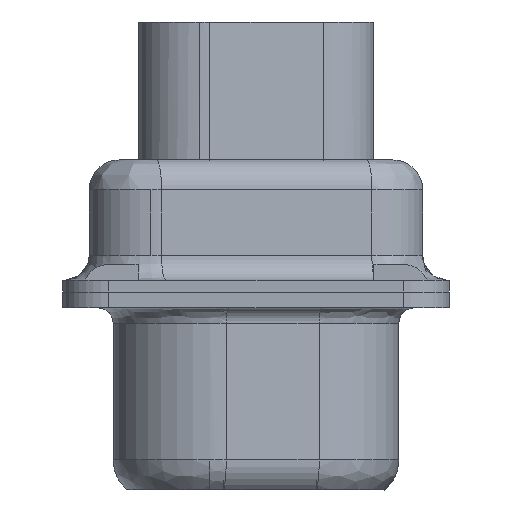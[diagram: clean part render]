
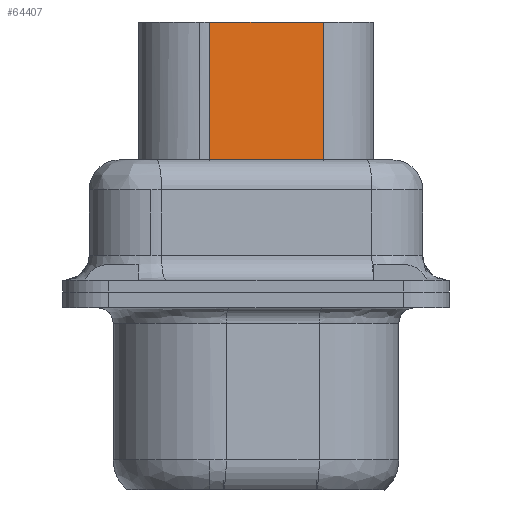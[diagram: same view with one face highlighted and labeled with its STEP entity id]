
A CAD part, left-side view. The second image highlights one B-rep face of the part: STEP entity #64407.
In plain terms, the highlighted planar face has unit normal (-0.985, -0.174, 0).
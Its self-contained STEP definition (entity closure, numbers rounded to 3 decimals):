
#9367 = VERTEX_POINT ( 'NONE', #67620 ) ;
#16901 = LINE ( 'NONE', #172649, #97433 ) ;
#25683 = EDGE_CURVE ( 'NONE', #161535, #89538, #198834, .T. ) ;
#27307 = DIRECTION ( 'NONE',  ( -0.174, 0.985, 0. ) ) ;
#41677 = CARTESIAN_POINT ( 'NONE',  ( -26.819, -2.189, 6.48 ) ) ;
#47890 = CARTESIAN_POINT ( 'NONE',  ( -27.47, 1.501, 6.48 ) ) ;
#51957 = DIRECTION ( 'NONE',  ( -0.174, 0.985, 0. ) ) ;
#54880 = EDGE_CURVE ( 'NONE', #196775, #9367, #16901, .T. ) ;
#58210 = VECTOR ( 'NONE', #74726, 1000. ) ;
#62390 = DIRECTION ( 'NONE',  ( 0., 0., -1. ) ) ;
#64056 = DIRECTION ( 'NONE',  ( -0.985, -0.174, 0. ) ) ;
#64407 = ADVANCED_FACE ( 'NONE', ( #107232 ), #127287, .T. ) ;
#67620 = CARTESIAN_POINT ( 'NONE',  ( -27.47, 1.501, 1.57 ) ) ;
#70675 = VECTOR ( 'NONE', #51957, 1000. ) ;
#74726 = DIRECTION ( 'NONE',  ( 0., 0., 1. ) ) ;
#83369 = EDGE_CURVE ( 'NONE', #89538, #9367, #180667, .T. ) ;
#89538 = VERTEX_POINT ( 'NONE', #47890 ) ;
#93236 = CARTESIAN_POINT ( 'NONE',  ( -27.47, 1.501, 6.48 ) ) ;
#97433 = VECTOR ( 'NONE', #27307, 1000. ) ;
#97981 = CARTESIAN_POINT ( 'NONE',  ( -26.819, -2.189, 6.48 ) ) ;
#104619 = ORIENTED_EDGE ( 'NONE', *, *, #25683, .T. ) ;
#107232 = FACE_OUTER_BOUND ( 'NONE', #167427, .T. ) ;
#118948 = ORIENTED_EDGE ( 'NONE', *, *, #54880, .F. ) ;
#127287 = PLANE ( 'NONE',  #142297 ) ;
#129945 = ORIENTED_EDGE ( 'NONE', *, *, #83369, .T. ) ;
#137906 = VECTOR ( 'NONE', #62390, 1000. ) ;
#142297 = AXIS2_PLACEMENT_3D ( 'NONE', #160239, #64056, #176392 ) ;
#143646 = LINE ( 'NONE', #41677, #58210 ) ;
#160239 = CARTESIAN_POINT ( 'NONE',  ( -27.47, 1.501, 6.48 ) ) ;
#161535 = VERTEX_POINT ( 'NONE', #97981 ) ;
#165116 = EDGE_CURVE ( 'NONE', #196775, #161535, #143646, .T. ) ;
#167427 = EDGE_LOOP ( 'NONE', ( #104619, #129945, #118948, #197614 ) ) ;
#172649 = CARTESIAN_POINT ( 'NONE',  ( -27.673, 2.656, 1.57 ) ) ;
#176392 = DIRECTION ( 'NONE',  ( 0.174, -0.985, 0. ) ) ;
#180667 = LINE ( 'NONE', #93236, #137906 ) ;
#181879 = CARTESIAN_POINT ( 'NONE',  ( -27.47, 1.501, 6.48 ) ) ;
#196775 = VERTEX_POINT ( 'NONE', #202676 ) ;
#197614 = ORIENTED_EDGE ( 'NONE', *, *, #165116, .T. ) ;
#198834 = LINE ( 'NONE', #181879, #70675 ) ;
#202676 = CARTESIAN_POINT ( 'NONE',  ( -26.819, -2.189, 1.57 ) ) ;
